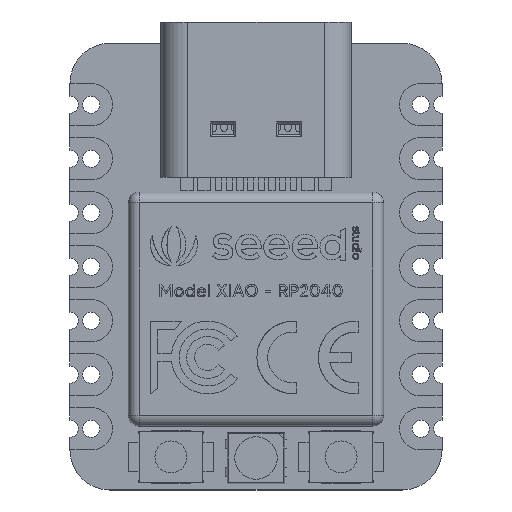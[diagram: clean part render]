
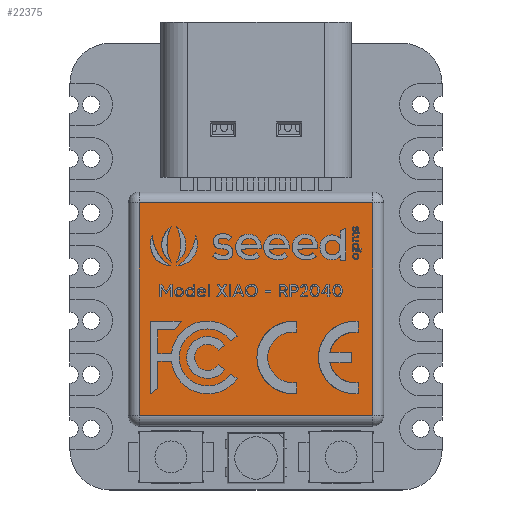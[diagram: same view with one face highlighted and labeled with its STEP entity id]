
A CAD part, top view. The second image highlights one B-rep face of the part: STEP entity #22375.
In plain terms, the highlighted planar face has unit normal (0, 0, 1).
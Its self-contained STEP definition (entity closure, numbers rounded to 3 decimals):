
#2521=FACE_OUTER_BOUND('',#3831,.T.);
#3831=EDGE_LOOP('',(#18540,#18541,#18542,#18543));
#5993=LINE('',#34258,#8385);
#5997=LINE('',#34274,#8389);
#5999=LINE('',#34277,#8391);
#6001=LINE('',#34280,#8393);
#8385=VECTOR('',#28619,10.);
#8389=VECTOR('',#28637,10.);
#8391=VECTOR('',#28641,10.);
#8393=VECTOR('',#28645,10.);
#10433=VERTEX_POINT('',#34220);
#10438=VERTEX_POINT('',#34233);
#10443=VERTEX_POINT('',#34246);
#10448=VERTEX_POINT('',#34262);
#13255=EDGE_CURVE('',#10433,#10443,#5993,.T.);
#13263=EDGE_CURVE('',#10443,#10448,#5997,.T.);
#13265=EDGE_CURVE('',#10448,#10438,#5999,.T.);
#13267=EDGE_CURVE('',#10438,#10433,#6001,.T.);
#18540=ORIENTED_EDGE('',*,*,#13255,.F.);
#18541=ORIENTED_EDGE('',*,*,#13267,.F.);
#18542=ORIENTED_EDGE('',*,*,#13265,.F.);
#18543=ORIENTED_EDGE('',*,*,#13263,.F.);
#21305=PLANE('',#24218);
#22375=ADVANCED_FACE('',(#2521),#21305,.T.);
#24218=AXIS2_PLACEMENT_3D('',#34286,#28653,#28654);
#28619=DIRECTION('',(0.,-1.,0.));
#28637=DIRECTION('',(-1.,0.,0.));
#28641=DIRECTION('',(0.,1.,0.));
#28645=DIRECTION('',(1.,0.,0.));
#28653=DIRECTION('center_axis',(0.,0.,1.));
#28654=DIRECTION('ref_axis',(1.,0.,0.));
#34220=CARTESIAN_POINT('',(5.5,3.,3.2));
#34233=CARTESIAN_POINT('',(-5.5,3.,3.2));
#34246=CARTESIAN_POINT('',(5.5,-7.,3.2));
#34258=CARTESIAN_POINT('',(5.5,-4.75,3.2));
#34262=CARTESIAN_POINT('',(-5.5,-7.,3.2));
#34274=CARTESIAN_POINT('',(-3.,-7.,3.2));
#34277=CARTESIAN_POINT('',(-5.5,0.75,3.2));
#34280=CARTESIAN_POINT('',(3.,3.,3.2));
#34286=CARTESIAN_POINT('Origin',(0.,-2.,3.2));
